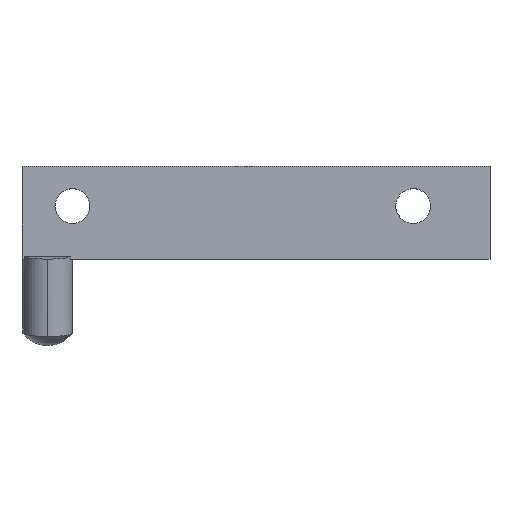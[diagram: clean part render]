
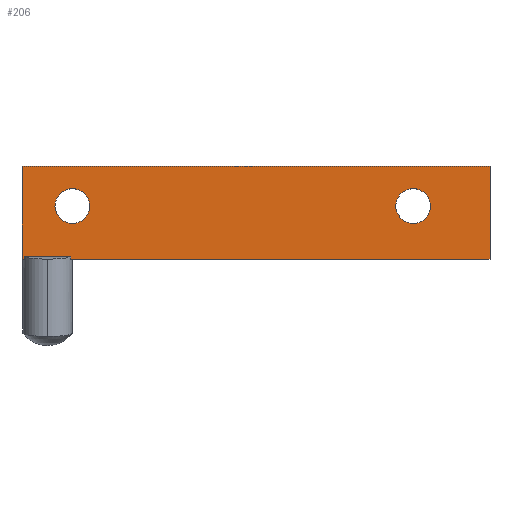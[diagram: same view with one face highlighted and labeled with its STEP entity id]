
A CAD part, top view. The second image highlights one B-rep face of the part: STEP entity #206.
In plain terms, the highlighted planar face has unit normal (0, 0, 1).
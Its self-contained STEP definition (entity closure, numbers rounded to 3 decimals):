
#6 = AXIS2_PLACEMENT_3D ( 'NONE', #448, #236, #99 ) ;
#8 = DIRECTION ( 'NONE',  ( 0., 0., 1. ) ) ;
#10 = DIRECTION ( 'NONE',  ( 0., 0., 1. ) ) ;
#22 = VERTEX_POINT ( 'NONE', #125 ) ;
#28 = DIRECTION ( 'NONE',  ( 0., 0., 1. ) ) ;
#33 = VERTEX_POINT ( 'NONE', #468 ) ;
#36 = DIRECTION ( 'NONE',  ( 1., 0., 0. ) ) ;
#44 = EDGE_CURVE ( 'NONE', #302, #521, #505, .T. ) ;
#47 = VERTEX_POINT ( 'NONE', #426 ) ;
#49 = ORIENTED_EDGE ( 'NONE', *, *, #271, .F. ) ;
#51 = VERTEX_POINT ( 'NONE', #547 ) ;
#55 = CIRCLE ( 'NONE', #512, 1.4 ) ;
#74 = DIRECTION ( 'NONE',  ( 1., 0., 0. ) ) ;
#77 = CIRCLE ( 'NONE', #418, 1.4 ) ;
#95 = FACE_BOUND ( 'NONE', #305, .T. ) ;
#98 = EDGE_CURVE ( 'NONE', #302, #438, #231, .T. ) ;
#99 = DIRECTION ( 'NONE',  ( 1., 0., 0. ) ) ;
#103 = CIRCLE ( 'NONE', #6, 1.4 ) ;
#104 = ORIENTED_EDGE ( 'NONE', *, *, #552, .T. ) ;
#116 = CARTESIAN_POINT ( 'NONE',  ( -1.868, 0.198, 0.75 ) ) ;
#119 = CARTESIAN_POINT ( 'NONE',  ( 0., 0.198, 0.75 ) ) ;
#122 = LINE ( 'NONE', #158, #439 ) ;
#125 = CARTESIAN_POINT ( 'NONE',  ( -2.061, 0., 0.75 ) ) ;
#129 = EDGE_LOOP ( 'NONE', ( #49, #211, #104, #310, #449, #419, #478, #345 ) ) ;
#130 = PLANE ( 'NONE',  #183 ) ;
#136 = CARTESIAN_POINT ( 'NONE',  ( -2.061, 7.5, 0.75 ) ) ;
#142 = EDGE_CURVE ( 'NONE', #47, #342, #400, .T. ) ;
#148 = VECTOR ( 'NONE', #311, 1000. ) ;
#149 = EDGE_CURVE ( 'NONE', #22, #438, #560, .T. ) ;
#158 = CARTESIAN_POINT ( 'NONE',  ( 35.7, 7.5, 0.75 ) ) ;
#164 = CARTESIAN_POINT ( 'NONE',  ( -1.861, 0.066, 0.75 ) ) ;
#170 = CARTESIAN_POINT ( 'NONE',  ( -1.868, 0.198, 0.75 ) ) ;
#176 = DIRECTION ( 'NONE',  ( 1., 0., 0. ) ) ;
#180 = DIRECTION ( 'NONE',  ( 1., 0., 0. ) ) ;
#181 = CARTESIAN_POINT ( 'NONE',  ( -2.061, 7.5, 0.75 ) ) ;
#183 = AXIS2_PLACEMENT_3D ( 'NONE', #397, #10, #176 ) ;
#189 = ORIENTED_EDGE ( 'NONE', *, *, #242, .F. ) ;
#193 = CARTESIAN_POINT ( 'NONE',  ( 28.1, 4.3, 0.75 ) ) ;
#200 = VECTOR ( 'NONE', #74, 1000. ) ;
#205 = EDGE_LOOP ( 'NONE', ( #376, #189 ) ) ;
#206 = ADVANCED_FACE ( 'NONE', ( #300, #440, #95 ), #130, .T. ) ;
#210 = DIRECTION ( 'NONE',  ( 1., 0., 0. ) ) ;
#211 = ORIENTED_EDGE ( 'NONE', *, *, #534, .T. ) ;
#231 =( BOUNDED_CURVE ( )  B_SPLINE_CURVE ( 3, ( #116, #377, #164, #470 ),
 .UNSPECIFIED., .F., .F. ) 
 B_SPLINE_CURVE_WITH_KNOTS ( ( 4, 4 ),
 ( 5.078, 5.093 ),
 .UNSPECIFIED. ) 
 CURVE ( )  GEOMETRIC_REPRESENTATION_ITEM ( )  RATIONAL_B_SPLINE_CURVE ( ( 1., 1., 1., 1. ) ) 
 REPRESENTATION_ITEM ( '' )  );
#236 = DIRECTION ( 'NONE',  ( 0., 0., 1. ) ) ;
#242 = EDGE_CURVE ( 'NONE', #493, #369, #359, .T. ) ;
#246 = DIRECTION ( 'NONE',  ( 1., 0., 0. ) ) ;
#259 = EDGE_CURVE ( 'NONE', #387, #432, #77, .T. ) ;
#264 = CARTESIAN_POINT ( 'NONE',  ( 29.5, 4.3, 0.75 ) ) ;
#271 = EDGE_CURVE ( 'NONE', #51, #521, #274, .T. ) ;
#274 =( BOUNDED_CURVE ( )  B_SPLINE_CURVE ( 3, ( #383, #435, #558, #352 ),
 .UNSPECIFIED., .F., .F. ) 
 B_SPLINE_CURVE_WITH_KNOTS ( ( 4, 4 ),
 ( 1.19, 1.205 ),
 .UNSPECIFIED. ) 
 CURVE ( )  GEOMETRIC_REPRESENTATION_ITEM ( )  RATIONAL_B_SPLINE_CURVE ( ( 1., 1., 1., 1. ) ) 
 REPRESENTATION_ITEM ( '' )  );
#276 = CARTESIAN_POINT ( 'NONE',  ( 30.9, 4.3, 0.75 ) ) ;
#292 = ORIENTED_EDGE ( 'NONE', *, *, #259, .F. ) ;
#299 = DIRECTION ( 'NONE',  ( 0., 0., 1. ) ) ;
#300 = FACE_OUTER_BOUND ( 'NONE', #129, .T. ) ;
#302 = VERTEX_POINT ( 'NONE', #170 ) ;
#305 = EDGE_LOOP ( 'NONE', ( #292, #330 ) ) ;
#310 = ORIENTED_EDGE ( 'NONE', *, *, #142, .T. ) ;
#311 = DIRECTION ( 'NONE',  ( -1., 0., 0. ) ) ;
#329 = LINE ( 'NONE', #416, #528 ) ;
#330 = ORIENTED_EDGE ( 'NONE', *, *, #401, .F. ) ;
#342 = VERTEX_POINT ( 'NONE', #450 ) ;
#345 = ORIENTED_EDGE ( 'NONE', *, *, #44, .T. ) ;
#352 = CARTESIAN_POINT ( 'NONE',  ( 1.868, 0.198, 0.75 ) ) ;
#359 = CIRCLE ( 'NONE', #472, 1.4 ) ;
#367 = EDGE_CURVE ( 'NONE', #342, #22, #446, .T. ) ;
#369 = VERTEX_POINT ( 'NONE', #276 ) ;
#371 = DIRECTION ( 'NONE',  ( 0., 1., 0. ) ) ;
#376 = ORIENTED_EDGE ( 'NONE', *, *, #457, .F. ) ;
#377 = CARTESIAN_POINT ( 'NONE',  ( -1.864, 0.132, 0.75 ) ) ;
#383 = CARTESIAN_POINT ( 'NONE',  ( 1.857, 0., 0.75 ) ) ;
#387 = VERTEX_POINT ( 'NONE', #454 ) ;
#393 = VECTOR ( 'NONE', #492, 1000. ) ;
#397 = CARTESIAN_POINT ( 'NONE',  ( 0., 0., 0.75 ) ) ;
#400 = LINE ( 'NONE', #136, #148 ) ;
#401 = EDGE_CURVE ( 'NONE', #432, #387, #103, .T. ) ;
#416 = CARTESIAN_POINT ( 'NONE',  ( -2.061, 0., 0.75 ) ) ;
#418 = AXIS2_PLACEMENT_3D ( 'NONE', #469, #8, #427 ) ;
#419 = ORIENTED_EDGE ( 'NONE', *, *, #149, .T. ) ;
#426 = CARTESIAN_POINT ( 'NONE',  ( 35.7, 7.5, 0.75 ) ) ;
#427 = DIRECTION ( 'NONE',  ( 1., 0., 0. ) ) ;
#432 = VERTEX_POINT ( 'NONE', #540 ) ;
#435 = CARTESIAN_POINT ( 'NONE',  ( 1.861, 0.066, 0.75 ) ) ;
#437 = CARTESIAN_POINT ( 'NONE',  ( -2.061, 0., 0.75 ) ) ;
#438 = VERTEX_POINT ( 'NONE', #526 ) ;
#439 = VECTOR ( 'NONE', #371, 1000. ) ;
#440 = FACE_BOUND ( 'NONE', #205, .T. ) ;
#446 = LINE ( 'NONE', #181, #393 ) ;
#448 = CARTESIAN_POINT ( 'NONE',  ( 2., 4.3, 0.75 ) ) ;
#449 = ORIENTED_EDGE ( 'NONE', *, *, #367, .T. ) ;
#450 = CARTESIAN_POINT ( 'NONE',  ( -2.061, 7.5, 0.75 ) ) ;
#454 = CARTESIAN_POINT ( 'NONE',  ( 3.4, 4.3, 0.75 ) ) ;
#457 = EDGE_CURVE ( 'NONE', #369, #493, #55, .T. ) ;
#468 = CARTESIAN_POINT ( 'NONE',  ( 35.7, 0., 0.75 ) ) ;
#469 = CARTESIAN_POINT ( 'NONE',  ( 2., 4.3, 0.75 ) ) ;
#470 = CARTESIAN_POINT ( 'NONE',  ( -1.857, 0., 0.75 ) ) ;
#472 = AXIS2_PLACEMENT_3D ( 'NONE', #264, #299, #210 ) ;
#478 = ORIENTED_EDGE ( 'NONE', *, *, #98, .F. ) ;
#492 = DIRECTION ( 'NONE',  ( 0., -1., 0. ) ) ;
#493 = VERTEX_POINT ( 'NONE', #193 ) ;
#497 = CARTESIAN_POINT ( 'NONE',  ( 29.5, 4.3, 0.75 ) ) ;
#505 = LINE ( 'NONE', #119, #200 ) ;
#506 = CARTESIAN_POINT ( 'NONE',  ( 1.868, 0.198, 0.75 ) ) ;
#512 = AXIS2_PLACEMENT_3D ( 'NONE', #497, #28, #246 ) ;
#521 = VERTEX_POINT ( 'NONE', #506 ) ;
#526 = CARTESIAN_POINT ( 'NONE',  ( -1.857, 0., 0.75 ) ) ;
#528 = VECTOR ( 'NONE', #36, 1000. ) ;
#529 = VECTOR ( 'NONE', #180, 1000. ) ;
#534 = EDGE_CURVE ( 'NONE', #51, #33, #329, .T. ) ;
#540 = CARTESIAN_POINT ( 'NONE',  ( 0.6, 4.3, 0.75 ) ) ;
#547 = CARTESIAN_POINT ( 'NONE',  ( 1.857, 0., 0.75 ) ) ;
#552 = EDGE_CURVE ( 'NONE', #33, #47, #122, .T. ) ;
#558 = CARTESIAN_POINT ( 'NONE',  ( 1.864, 0.132, 0.75 ) ) ;
#560 = LINE ( 'NONE', #437, #529 ) ;
